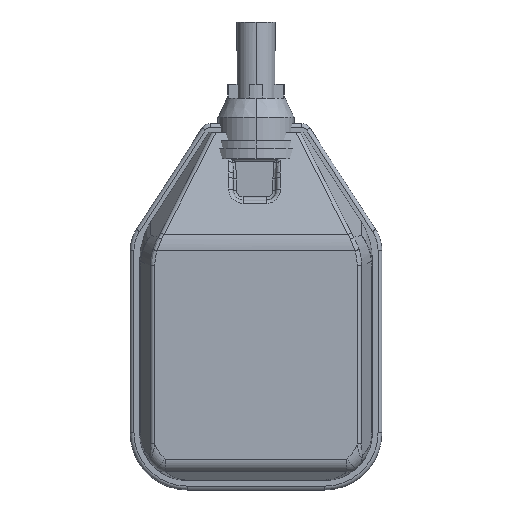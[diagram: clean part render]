
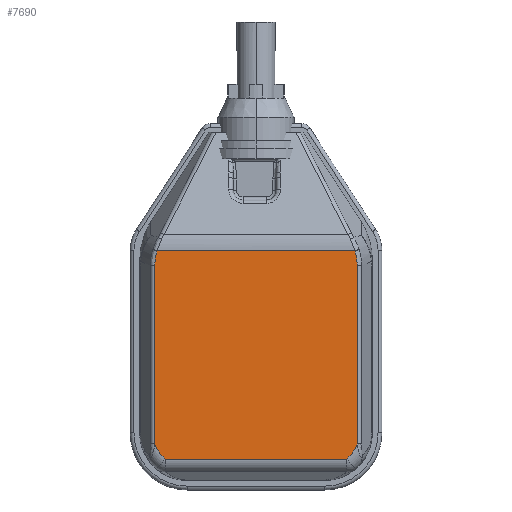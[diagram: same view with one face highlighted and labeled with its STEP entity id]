
A CAD part, top view. The second image highlights one B-rep face of the part: STEP entity #7690.
In plain terms, the highlighted planar face has unit normal (0, 0, 1).
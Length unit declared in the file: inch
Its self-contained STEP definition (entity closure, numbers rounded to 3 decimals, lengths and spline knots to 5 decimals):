
#19 = LINE ( 'NONE', #4754, #7133 ) ;
#145 = DIRECTION ( 'NONE',  ( 0., 1., 0. ) ) ;
#396 = CARTESIAN_POINT ( 'NONE',  ( 1.32947, -3.19863, 0.775 ) ) ;
#399 = CARTESIAN_POINT ( 'NONE',  ( 0.904, -5.4, 0.775 ) ) ;
#512 = CARTESIAN_POINT ( 'NONE',  ( 1.32947, -3.13319, 0.775 ) ) ;
#830 =( BOUNDED_CURVE ( )  B_SPLINE_CURVE ( 3, ( #1101, #512, #4151, #1710 ),
 .UNSPECIFIED., .F., .T. ) 
 B_SPLINE_CURVE_WITH_KNOTS ( ( 4, 4 ),
 ( 5.92361, 6.2278 ),
 .UNSPECIFIED. ) 
 CURVE ( )  GEOMETRIC_REPRESENTATION_ITEM ( )  RATIONAL_B_SPLINE_CURVE ( ( 1., 0.992, 0.992, 1. ) ) 
 REPRESENTATION_ITEM ( '' )  );
#869 = VERTEX_POINT ( 'NONE', #7823 ) ;
#989 = DIRECTION ( 'NONE',  ( -1., 0., 0. ) ) ;
#1101 = CARTESIAN_POINT ( 'NONE',  ( 1.32947, -3.19863, 0.775 ) ) ;
#1132 = EDGE_CURVE ( 'NONE', #4339, #6216, #6117, .T. ) ;
#1148 = DIRECTION ( 'NONE',  ( -1., 0., 0. ) ) ;
#1317 = CARTESIAN_POINT ( 'NONE',  ( -0.904, -5.4, 0.775 ) ) ;
#1419 = CIRCLE ( 'NONE', #4275, 0.45 ) ;
#1467 = CARTESIAN_POINT ( 'NONE',  ( -1.19265, -5.74523, 0.775 ) ) ;
#1633 = EDGE_CURVE ( 'NONE', #7582, #2138, #19, .T. ) ;
#1710 = CARTESIAN_POINT ( 'NONE',  ( 1.29852, -3.00738, 0.775 ) ) ;
#1920 = DIRECTION ( 'NONE',  ( -1., 0., 0. ) ) ;
#2138 = VERTEX_POINT ( 'NONE', #5530 ) ;
#2346 = PLANE ( 'NONE',  #5791 ) ;
#2382 = CARTESIAN_POINT ( 'NONE',  ( -1.30153, -3.00738, 0.775 ) ) ;
#2397 = EDGE_CURVE ( 'NONE', #3321, #3994, #830, .T. ) ;
#2562 = CARTESIAN_POINT ( 'NONE',  ( 1.32947, -3.20445, 0.775 ) ) ;
#2926 = EDGE_CURVE ( 'NONE', #869, #7582, #1419, .T. ) ;
#2974 = CARTESIAN_POINT ( 'NONE',  ( -1.32947, -3.13319, 0.775 ) ) ;
#3321 = VERTEX_POINT ( 'NONE', #396 ) ;
#3642 = VECTOR ( 'NONE', #145, 39.37008 ) ;
#3838 = LINE ( 'NONE', #2562, #3642 ) ;
#3994 = VERTEX_POINT ( 'NONE', #7308 ) ;
#4151 = CARTESIAN_POINT ( 'NONE',  ( 1.31907, -3.06895, 0.775 ) ) ;
#4194 = CARTESIAN_POINT ( 'NONE',  ( 0., -1.45, 0.775 ) ) ;
#4233 = LINE ( 'NONE', #2382, #4327 ) ;
#4275 = AXIS2_PLACEMENT_3D ( 'NONE', #1317, #5528, #1920 ) ;
#4327 = VECTOR ( 'NONE', #6594, 39.37008 ) ;
#4339 = VERTEX_POINT ( 'NONE', #5259 ) ;
#4418 = EDGE_LOOP ( 'NONE', ( #7478, #7511, #7195, #5180, #5359, #5434, #7502, #7301 ) ) ;
#4629 = DIRECTION ( 'NONE',  ( 0., 0., 1. ) ) ;
#4644 = EDGE_CURVE ( 'NONE', #6216, #869, #7459, .T. ) ;
#4754 = CARTESIAN_POINT ( 'NONE',  ( 1.31592, -5.74523, 0.775 ) ) ;
#4785 = DIRECTION ( 'NONE',  ( 0., 0., -1. ) ) ;
#4927 = CARTESIAN_POINT ( 'NONE',  ( 1.32947, -5.54654, 0.775 ) ) ;
#4984 = CARTESIAN_POINT ( 'NONE',  ( -1.32947, -5.87005, 0.775 ) ) ;
#5131 = EDGE_CURVE ( 'NONE', #2138, #7762, #5499, .T. ) ;
#5180 = ORIENTED_EDGE ( 'NONE', *, *, #2397, .T. ) ;
#5259 = CARTESIAN_POINT ( 'NONE',  ( -1.29852, -3.00738, 0.775 ) ) ;
#5318 = DIRECTION ( 'NONE',  ( 1., 0., 0. ) ) ;
#5359 = ORIENTED_EDGE ( 'NONE', *, *, #5454, .T. ) ;
#5425 = AXIS2_PLACEMENT_3D ( 'NONE', #399, #4629, #989 ) ;
#5434 = ORIENTED_EDGE ( 'NONE', *, *, #1132, .T. ) ;
#5454 = EDGE_CURVE ( 'NONE', #3994, #4339, #4233, .T. ) ;
#5499 = CIRCLE ( 'NONE', #5425, 0.45 ) ;
#5528 = DIRECTION ( 'NONE',  ( 0., 0., 1. ) ) ;
#5530 = CARTESIAN_POINT ( 'NONE',  ( 1.19265, -5.74523, 0.775 ) ) ;
#5791 = AXIS2_PLACEMENT_3D ( 'NONE', #4194, #4785, #1148 ) ;
#6117 =( BOUNDED_CURVE ( )  B_SPLINE_CURVE ( 3, ( #6553, #7201, #2974, #7828 ),
 .UNSPECIFIED., .F., .F. ) 
 B_SPLINE_CURVE_WITH_KNOTS ( ( 4, 4 ),
 ( 0.05538, 0.35958 ),
 .UNSPECIFIED. ) 
 CURVE ( )  GEOMETRIC_REPRESENTATION_ITEM ( )  RATIONAL_B_SPLINE_CURVE ( ( 1., 0.992, 0.992, 1. ) ) 
 REPRESENTATION_ITEM ( '' )  );
#6163 = DIRECTION ( 'NONE',  ( 0., -1., 0. ) ) ;
#6216 = VERTEX_POINT ( 'NONE', #6710 ) ;
#6553 = CARTESIAN_POINT ( 'NONE',  ( -1.29852, -3.00738, 0.775 ) ) ;
#6594 = DIRECTION ( 'NONE',  ( -1., 0., 0. ) ) ;
#6710 = CARTESIAN_POINT ( 'NONE',  ( -1.32947, -3.19863, 0.775 ) ) ;
#7133 = VECTOR ( 'NONE', #5318, 39.37008 ) ;
#7177 = EDGE_CURVE ( 'NONE', #7762, #3321, #3838, .T. ) ;
#7195 = ORIENTED_EDGE ( 'NONE', *, *, #7177, .T. ) ;
#7201 = CARTESIAN_POINT ( 'NONE',  ( -1.31907, -3.06895, 0.775 ) ) ;
#7301 = ORIENTED_EDGE ( 'NONE', *, *, #2926, .T. ) ;
#7308 = CARTESIAN_POINT ( 'NONE',  ( 1.29852, -3.00738, 0.775 ) ) ;
#7361 = VECTOR ( 'NONE', #6163, 39.37008 ) ;
#7459 = LINE ( 'NONE', #4984, #7361 ) ;
#7478 = ORIENTED_EDGE ( 'NONE', *, *, #1633, .T. ) ;
#7502 = ORIENTED_EDGE ( 'NONE', *, *, #4644, .T. ) ;
#7511 = ORIENTED_EDGE ( 'NONE', *, *, #5131, .T. ) ;
#7555 = FACE_OUTER_BOUND ( 'NONE', #4418, .T. ) ;
#7582 = VERTEX_POINT ( 'NONE', #1467 ) ;
#7690 = ADVANCED_FACE ( 'NONE', ( #7555 ), #2346, .F. ) ;
#7762 = VERTEX_POINT ( 'NONE', #4927 ) ;
#7823 = CARTESIAN_POINT ( 'NONE',  ( -1.32947, -5.54654, 0.775 ) ) ;
#7828 = CARTESIAN_POINT ( 'NONE',  ( -1.32947, -3.19863, 0.775 ) ) ;
